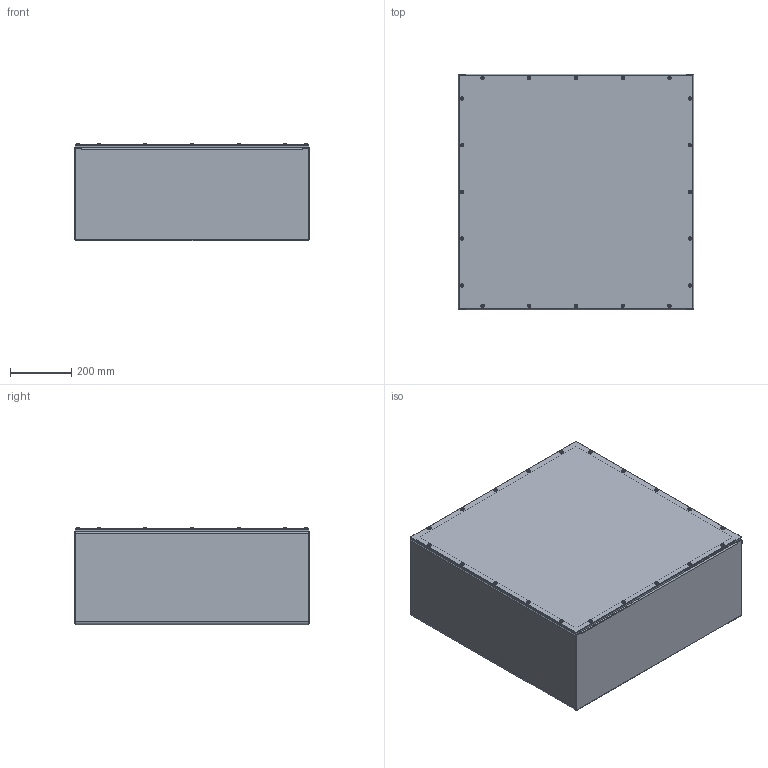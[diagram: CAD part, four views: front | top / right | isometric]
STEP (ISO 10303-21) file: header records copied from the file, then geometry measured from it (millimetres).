
FILE_DESCRIPTION(/* description */ ('WA_GSCSS, NEMA 4X, BLR, 30 X 30 X 12'),/* implementation_level */ '2;1');
FILE_NAME(/* name */ 'WA303012GSCSS.stp',/* time_stamp */ '2016-07-26T20:16:36+06:00',/* author */ ('rsundaram'),/* organization */ (''),/* preprocessor_version */ 'ST-DEVELOPER v16.1',/* originating_system */ 'Autodesk Inventor 2016',/* authorisation */ '');
FILE_SCHEMA (('AUTOMOTIVE_DESIGN { 1 0 10303 214 3 1 1 }'));
Length unit declared in the file: inch
Products named in the file (9): WA303012GSCSSBLR; WA3012GSCSSTB; WA3030GSCSSLID; WA3030GSCSSSTRIPGSK; 37210; 39077; 39035; 34984; WA303012GSCSS
Assembly tree (85 placements, depth 2):
  WA303012GSCSS
    WA303012GSCSSBLR
    WA3012GSCSSTB  x2
    WA3030GSCSSLID
    WA3030GSCSSSTRIPGSK
    37210  x20
    39077  x20
    39035  x20
    34984  x20
Bounding box: 768.35 x 768.35 x 317.7 mm (x, y, z)
Volume: 6018079.8 mm3; surface area: 4487136.1 mm2
Topology: 85 solids, 85 shells, 1698 faces, 4196 edges, 2708 vertices
Faces by surface type: plane 958, cylinder 320, cone 260, torus 120, sphere 40
Full cylindrical faces by diameter (mm): 3.962 x20, 4.255 x20, 4.775 x20, 4.978 x20, 6.299 x20, 6.528 x20, 7.061 x20, 7.144 x20, 10.312 x20, 11.112 x20, 11.506 x20
Entity records: 6538 total; most frequent: CARTESIAN_POINT 1177, DIRECTION 1124, ORIENTED_EDGE 828, AXIS2_PLACEMENT_3D 453, EDGE_CURVE 414, EDGE_LOOP 318, VERTEX_POINT 290, LINE 218
